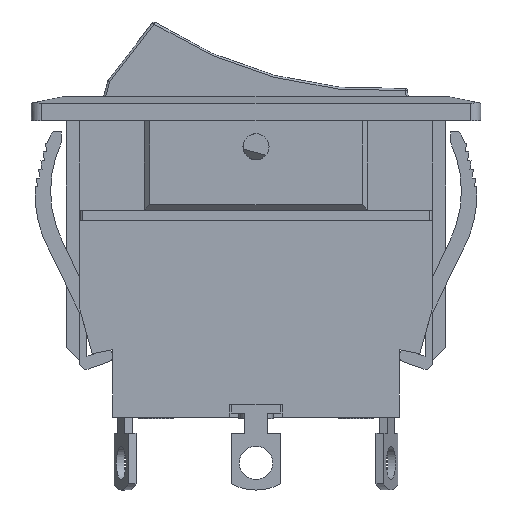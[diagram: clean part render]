
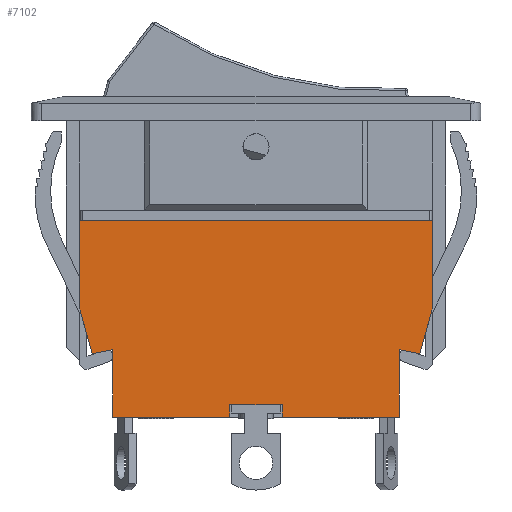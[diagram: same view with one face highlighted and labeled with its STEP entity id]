
A CAD part, front view. The second image highlights one B-rep face of the part: STEP entity #7102.
In plain terms, the highlighted planar face has unit normal (0, -1, 0).
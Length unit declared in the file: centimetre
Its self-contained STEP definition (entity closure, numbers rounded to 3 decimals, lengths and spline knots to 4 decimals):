
#232=PLANE('',#7606);
#588=FACE_OUTER_BOUND('',#1001,.T.);
#1001=EDGE_LOOP('',(#5887,#5888,#5889,#5890,#5891,#5892,#5893,#5894,#5895,
#5896,#5897,#5898,#5899,#5900));
#1659=LINE('',#10671,#2529);
#1673=LINE('',#10700,#2543);
#1681=LINE('',#10717,#2551);
#1718=LINE('',#10792,#2588);
#1721=LINE('',#10797,#2591);
#1737=LINE('',#10829,#2607);
#1741=LINE('',#10836,#2611);
#1742=LINE('',#10838,#2612);
#1765=LINE('',#10887,#2635);
#1781=LINE('',#10914,#2651);
#1803=LINE('',#10959,#2673);
#1804=LINE('',#10961,#2674);
#1806=LINE('',#10964,#2676);
#1808=LINE('',#10967,#2678);
#2529=VECTOR('',#8717,1.);
#2543=VECTOR('',#8735,1.);
#2551=VECTOR('',#8745,1.);
#2588=VECTOR('',#8806,1.);
#2591=VECTOR('',#8811,1.);
#2607=VECTOR('',#8833,1.);
#2611=VECTOR('',#8839,1.);
#2612=VECTOR('',#8842,1.);
#2635=VECTOR('',#8883,1.);
#2651=VECTOR('',#8899,1.);
#2673=VECTOR('',#8947,1.);
#2674=VECTOR('',#8950,1.);
#2676=VECTOR('',#8954,1.);
#2678=VECTOR('',#8958,1.);
#3364=VERTEX_POINT('',#10668);
#3365=VERTEX_POINT('',#10670);
#3377=VERTEX_POINT('',#10698);
#3378=VERTEX_POINT('',#10699);
#3385=VERTEX_POINT('',#10715);
#3386=VERTEX_POINT('',#10716);
#3412=VERTEX_POINT('',#10791);
#3413=VERTEX_POINT('',#10795);
#3425=VERTEX_POINT('',#10826);
#3426=VERTEX_POINT('',#10828);
#3427=VERTEX_POINT('',#10832);
#3428=VERTEX_POINT('',#10834);
#3445=VERTEX_POINT('',#10886);
#3456=VERTEX_POINT('',#10912);
#4185=EDGE_CURVE('',#3365,#3364,#1659,.T.);
#4199=EDGE_CURVE('',#3377,#3378,#1673,.T.);
#4207=EDGE_CURVE('',#3385,#3386,#1681,.T.);
#4244=EDGE_CURVE('',#3412,#3365,#1718,.T.);
#4247=EDGE_CURVE('',#3364,#3413,#1721,.T.);
#4263=EDGE_CURVE('',#3426,#3425,#1737,.T.);
#4267=EDGE_CURVE('',#3427,#3428,#1741,.T.);
#4268=EDGE_CURVE('',#3425,#3427,#1742,.T.);
#4291=EDGE_CURVE('',#3445,#3426,#1765,.T.);
#4307=EDGE_CURVE('',#3428,#3456,#1781,.T.);
#4329=EDGE_CURVE('',#3378,#3445,#1803,.T.);
#4330=EDGE_CURVE('',#3456,#3385,#1804,.T.);
#4332=EDGE_CURVE('',#3413,#3377,#1806,.T.);
#4334=EDGE_CURVE('',#3386,#3412,#1808,.T.);
#5887=ORIENTED_EDGE('',*,*,#4185,.T.);
#5888=ORIENTED_EDGE('',*,*,#4247,.T.);
#5889=ORIENTED_EDGE('',*,*,#4332,.T.);
#5890=ORIENTED_EDGE('',*,*,#4199,.T.);
#5891=ORIENTED_EDGE('',*,*,#4329,.T.);
#5892=ORIENTED_EDGE('',*,*,#4291,.T.);
#5893=ORIENTED_EDGE('',*,*,#4263,.T.);
#5894=ORIENTED_EDGE('',*,*,#4268,.T.);
#5895=ORIENTED_EDGE('',*,*,#4267,.T.);
#5896=ORIENTED_EDGE('',*,*,#4307,.T.);
#5897=ORIENTED_EDGE('',*,*,#4330,.T.);
#5898=ORIENTED_EDGE('',*,*,#4207,.T.);
#5899=ORIENTED_EDGE('',*,*,#4334,.T.);
#5900=ORIENTED_EDGE('',*,*,#4244,.T.);
#7102=ADVANCED_FACE('',(#588),#232,.T.);
#7606=AXIS2_PLACEMENT_3D('',#10966,#8956,#8957);
#8717=DIRECTION('',(-1.,0.,0.));
#8735=DIRECTION('',(0.981,0.,0.196));
#8745=DIRECTION('',(0.981,0.,-0.196));
#8806=DIRECTION('',(0.,0.,1.));
#8811=DIRECTION('',(0.,0.,-1.));
#8833=DIRECTION('',(0.,0.,1.));
#8839=DIRECTION('',(0.,0.,-1.));
#8842=DIRECTION('',(1.,0.,0.));
#8883=DIRECTION('',(1.,0.,0.));
#8899=DIRECTION('',(1.,0.,0.));
#8947=DIRECTION('',(0.,0.,-1.));
#8950=DIRECTION('',(0.,0.,1.));
#8954=DIRECTION('',(0.268,0.,-0.964));
#8956=DIRECTION('center_axis',(0.,-1.,0.));
#8957=DIRECTION('ref_axis',(0.,0.,1.));
#8958=DIRECTION('',(0.268,0.,0.964));
#10668=CARTESIAN_POINT('',(-1.7,-0.975,1.87));
#10670=CARTESIAN_POINT('',(1.7,-0.975,1.87));
#10671=CARTESIAN_POINT('',(2.1863,-0.975,1.87));
#10698=CARTESIAN_POINT('',(-1.575,-0.975,0.59));
#10699=CARTESIAN_POINT('',(-1.375,-0.975,0.63));
#10700=CARTESIAN_POINT('',(0.0466,-0.975,0.9143));
#10715=CARTESIAN_POINT('',(1.375,-0.975,0.63));
#10716=CARTESIAN_POINT('',(1.575,-0.975,0.59));
#10717=CARTESIAN_POINT('',(1.588,-0.975,0.5874));
#10791=CARTESIAN_POINT('',(1.7,-0.975,1.04));
#10792=CARTESIAN_POINT('',(1.7,-0.975,0.04));
#10795=CARTESIAN_POINT('',(-1.7,-0.975,1.04));
#10797=CARTESIAN_POINT('',(-1.7,-0.975,0.04));
#10826=CARTESIAN_POINT('',(-0.25,-0.975,0.1));
#10828=CARTESIAN_POINT('',(-0.25,-0.975,-0.02));
#10829=CARTESIAN_POINT('',(-0.25,-0.975,0.01));
#10832=CARTESIAN_POINT('',(0.25,-0.975,0.1));
#10834=CARTESIAN_POINT('',(0.25,-0.975,-0.02));
#10836=CARTESIAN_POINT('',(0.25,-0.975,0.01));
#10838=CARTESIAN_POINT('',(0.85,-0.975,0.1));
#10886=CARTESIAN_POINT('',(-1.375,-0.975,-0.02));
#10887=CARTESIAN_POINT('',(1.7,-0.975,-0.02));
#10912=CARTESIAN_POINT('',(1.375,-0.975,-0.02));
#10914=CARTESIAN_POINT('',(1.7,-0.975,-0.02));
#10959=CARTESIAN_POINT('',(-1.375,-0.975,0.01));
#10961=CARTESIAN_POINT('',(1.375,-0.975,0.01));
#10964=CARTESIAN_POINT('',(-1.3868,-0.975,-0.0876));
#10966=CARTESIAN_POINT('Origin',(1.7,-0.975,0.04));
#10967=CARTESIAN_POINT('',(1.5086,-0.975,0.3508));
